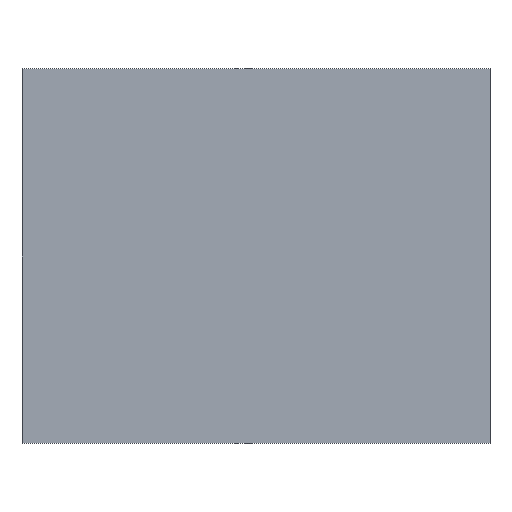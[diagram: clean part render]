
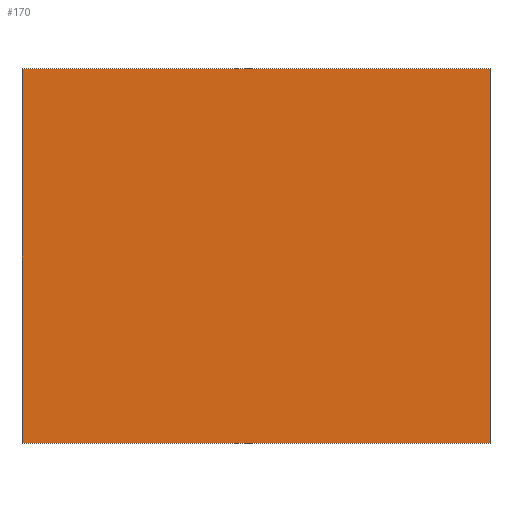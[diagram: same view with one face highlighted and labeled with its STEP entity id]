
A CAD part, left-side view. The second image highlights one B-rep face of the part: STEP entity #170.
In plain terms, the highlighted free-form (B-spline) face has degree [1, 1] with [2, 2] control points.
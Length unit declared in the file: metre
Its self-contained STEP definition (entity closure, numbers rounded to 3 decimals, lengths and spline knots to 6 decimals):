
#34=CARTESIAN_POINT('',(2.48,0.0,0.7));
#35=VERTEX_POINT('',#34);
#43=CARTESIAN_POINT('',(2.48,0.0,0.3));
#44=VERTEX_POINT('',#43);
#45=CARTESIAN_POINT('',(2.48,0.0,0.3));
#46=CARTESIAN_POINT('',(2.48,0.0,0.433333));
#47=CARTESIAN_POINT('',(2.48,0.0,0.566667));
#48=CARTESIAN_POINT('',(2.48,0.0,0.7));
#49=B_SPLINE_CURVE_WITH_KNOTS('',3,(#45,#46,#47,#48),.UNSPECIFIED.,.F.,.F.,(4,4),(0.0,1.0),.UNSPECIFIED.);
#50=EDGE_CURVE('',#44,#35,#49,.T.);
#101=CARTESIAN_POINT('',(2.48,0.5,0.7));
#102=VERTEX_POINT('',#101);
#103=CARTESIAN_POINT('',(2.48,0.5,0.3));
#104=VERTEX_POINT('',#103);
#105=CARTESIAN_POINT('',(2.48,0.5,0.7));
#106=CARTESIAN_POINT('',(2.48,0.5,0.566667));
#107=CARTESIAN_POINT('',(2.48,0.5,0.433333));
#108=CARTESIAN_POINT('',(2.48,0.5,0.3));
#109=B_SPLINE_CURVE_WITH_KNOTS('',3,(#105,#106,#107,#108),.UNSPECIFIED.,.F.,.F.,(4,4),(0.0,1.0),.UNSPECIFIED.);
#110=EDGE_CURVE('',#102,#104,#109,.T.);
#137=CARTESIAN_POINT('',(2.48,0.5,0.3));
#138=CARTESIAN_POINT('',(2.48,0.333333,0.3));
#139=CARTESIAN_POINT('',(2.48,0.166667,0.3));
#140=CARTESIAN_POINT('',(2.48,0.,0.3));
#141=B_SPLINE_CURVE_WITH_KNOTS('',3,(#137,#138,#139,#140),.UNSPECIFIED.,.F.,.F.,(4,4),(0.0,1.0),.UNSPECIFIED.);
#142=EDGE_CURVE('',#104,#44,#141,.T.);
#153=ORIENTED_EDGE('',*,*,#110,.T.);
#154=ORIENTED_EDGE('',*,*,#142,.T.);
#155=ORIENTED_EDGE('',*,*,#50,.T.);
#156=CARTESIAN_POINT('',(2.48,0.5,0.7));
#157=CARTESIAN_POINT('',(2.48,0.333333,0.7));
#158=CARTESIAN_POINT('',(2.48,0.166667,0.7));
#159=CARTESIAN_POINT('',(2.48,0.,0.7));
#160=B_SPLINE_CURVE_WITH_KNOTS('',3,(#156,#157,#158,#159),.UNSPECIFIED.,.F.,.F.,(4,4),(0.0,1.0),.UNSPECIFIED.);
#161=EDGE_CURVE('',#102,#35,#160,.T.);
#162=ORIENTED_EDGE('',*,*,#161,.F.);
#163=EDGE_LOOP('',(#153,#154,#155,#162));
#164=FACE_OUTER_BOUND('',#163,.T.);
#165=CARTESIAN_POINT('',(2.48,0.5,0.7));
#166=CARTESIAN_POINT('',(2.48,0.0,0.7));
#167=CARTESIAN_POINT('',(2.48,0.5,0.3));
#168=CARTESIAN_POINT('',(2.48,0.0,0.3));
#169=B_SPLINE_SURFACE_WITH_KNOTS('',1,1,((#165,#166),(#167,#168)),.UNSPECIFIED.,.U.,.U.,.F.,(2,2),(2,2),(0.0,1.0),(0.0,1.0),.UNSPECIFIED.);
#170=ADVANCED_FACE('',(#164),#169,.T.);
